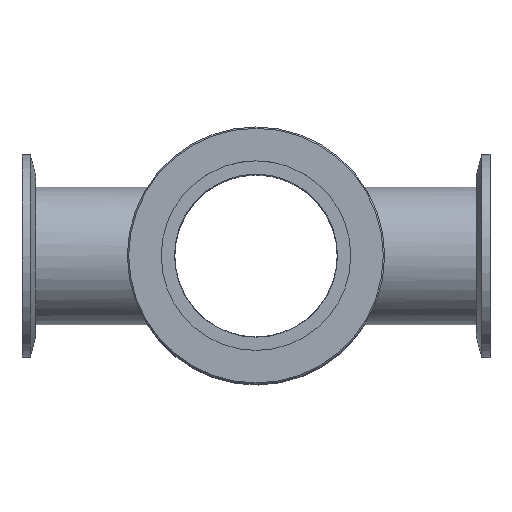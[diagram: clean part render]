
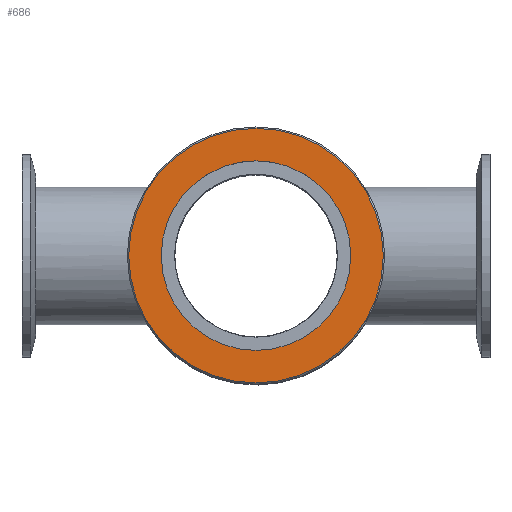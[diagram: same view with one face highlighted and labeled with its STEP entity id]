
A CAD part, top view. The second image highlights one B-rep face of the part: STEP entity #686.
In plain terms, the highlighted face is planar.
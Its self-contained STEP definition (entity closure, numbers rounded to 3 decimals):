
#62=PLANE('',#820);
#77=FACE_BOUND('',#195,.T.);
#95=CIRCLE('',#819,47.);
#96=CIRCLE('',#821,35.);
#97=CIRCLE('',#822,35.);
#154=FACE_OUTER_BOUND('',#194,.T.);
#194=EDGE_LOOP('',(#514));
#195=EDGE_LOOP('',(#515,#516));
#314=VERTEX_POINT('',#1462);
#315=VERTEX_POINT('',#1466);
#316=VERTEX_POINT('',#1467);
#394=EDGE_CURVE('',#314,#314,#95,.T.);
#395=EDGE_CURVE('',#315,#316,#96,.T.);
#396=EDGE_CURVE('',#316,#315,#97,.T.);
#514=ORIENTED_EDGE('',*,*,#394,.F.);
#515=ORIENTED_EDGE('',*,*,#395,.T.);
#516=ORIENTED_EDGE('',*,*,#396,.T.);
#686=ADVANCED_FACE('',(#154,#77),#62,.T.);
#819=AXIS2_PLACEMENT_3D('',#1464,#948,#949);
#820=AXIS2_PLACEMENT_3D('',#1465,#950,#951);
#821=AXIS2_PLACEMENT_3D('',#1468,#952,#953);
#822=AXIS2_PLACEMENT_3D('',#1469,#954,#955);
#948=DIRECTION('center_axis',(0.,1.,0.));
#949=DIRECTION('ref_axis',(1.,0.,0.));
#950=DIRECTION('center_axis',(0.,-1.,0.));
#951=DIRECTION('ref_axis',(0.,0.,-1.));
#952=DIRECTION('center_axis',(0.,1.,0.));
#953=DIRECTION('ref_axis',(1.,0.,0.));
#954=DIRECTION('center_axis',(0.,1.,0.));
#955=DIRECTION('ref_axis',(1.,0.,0.));
#1462=CARTESIAN_POINT('',(-47.,0.,0.));
#1464=CARTESIAN_POINT('Origin',(0.,0.,0.));
#1465=CARTESIAN_POINT('Origin',(-47.5,0.,0.));
#1466=CARTESIAN_POINT('',(-35.,0.,0.));
#1467=CARTESIAN_POINT('',(35.,0.,0.));
#1468=CARTESIAN_POINT('Origin',(0.,0.,0.));
#1469=CARTESIAN_POINT('Origin',(0.,0.,0.));
